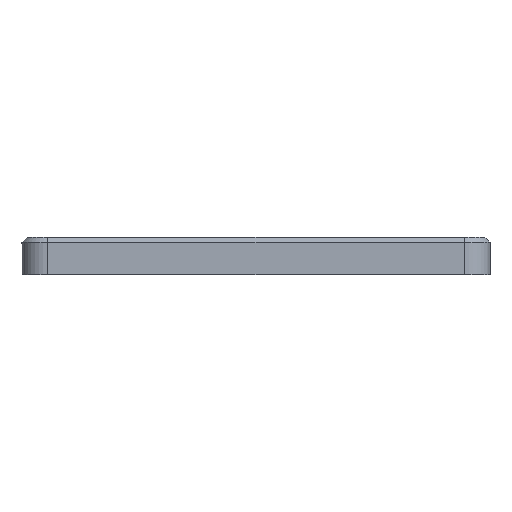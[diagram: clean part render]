
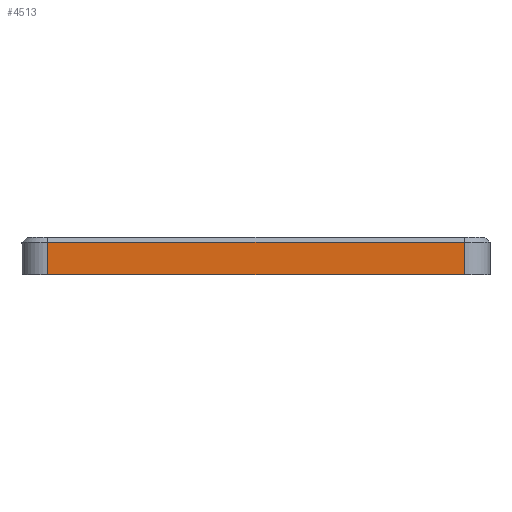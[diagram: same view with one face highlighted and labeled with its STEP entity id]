
A CAD part, left-side view. The second image highlights one B-rep face of the part: STEP entity #4513.
In plain terms, the highlighted planar face has unit normal (-1, 0, 0).
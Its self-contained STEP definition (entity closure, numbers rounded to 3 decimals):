
#485=FACE_OUTER_BOUND('',#740,.T.);
#740=EDGE_LOOP('',(#3875,#3876,#3877,#3878));
#964=LINE('',#7301,#1457);
#1216=LINE('',#7968,#1709);
#1217=LINE('',#7972,#1710);
#1218=LINE('',#7973,#1711);
#1457=VECTOR('',#5434,10.);
#1709=VECTOR('',#6056,10.);
#1710=VECTOR('',#6061,10.);
#1711=VECTOR('',#6062,10.);
#1953=VERTEX_POINT('',#7295);
#1954=VERTEX_POINT('',#7299);
#2150=VERTEX_POINT('',#7967);
#2151=VERTEX_POINT('',#7971);
#2443=EDGE_CURVE('',#1953,#1954,#964,.T.);
#2761=EDGE_CURVE('',#2150,#1954,#1216,.T.);
#2763=EDGE_CURVE('',#2151,#1953,#1217,.T.);
#2764=EDGE_CURVE('',#2150,#2151,#1218,.T.);
#3875=ORIENTED_EDGE('',*,*,#2443,.F.);
#3876=ORIENTED_EDGE('',*,*,#2763,.F.);
#3877=ORIENTED_EDGE('',*,*,#2764,.F.);
#3878=ORIENTED_EDGE('',*,*,#2761,.T.);
#4277=PLANE('',#4908);
#4513=ADVANCED_FACE('',(#485),#4277,.F.);
#4908=AXIS2_PLACEMENT_3D('',#7970,#6059,#6060);
#5434=DIRECTION('',(0.,-1.,0.));
#6056=DIRECTION('',(0.,0.,1.));
#6059=DIRECTION('center_axis',(1.,0.,0.));
#6060=DIRECTION('ref_axis',(0.,1.,0.));
#6061=DIRECTION('',(0.,0.,1.));
#6062=DIRECTION('',(0.,1.,0.));
#7295=CARTESIAN_POINT('',(26.345,-44.321,5.53));
#7299=CARTESIAN_POINT('',(26.345,-125.475,5.53));
#7301=CARTESIAN_POINT('',(26.345,-84.898,5.53));
#7967=CARTESIAN_POINT('',(26.345,-125.475,-0.8));
#7968=CARTESIAN_POINT('',(26.345,-125.475,5.53));
#7970=CARTESIAN_POINT('Origin',(26.345,-84.898,6.53));
#7971=CARTESIAN_POINT('',(26.345,-44.321,-0.8));
#7972=CARTESIAN_POINT('',(26.345,-44.321,5.53));
#7973=CARTESIAN_POINT('',(26.345,-85.164,-0.8));
